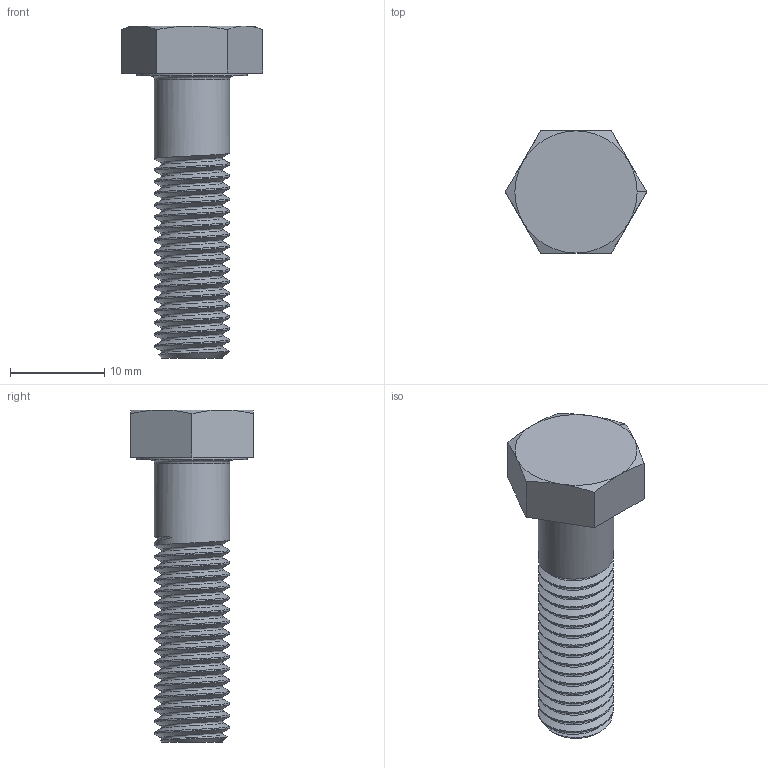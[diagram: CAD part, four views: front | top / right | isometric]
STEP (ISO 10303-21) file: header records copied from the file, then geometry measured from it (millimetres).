
FILE_DESCRIPTION(('FreeCAD Model'),'2;1');
FILE_NAME('Open CASCADE Shape Model','2023-08-26T21:04:14',( 'Roman Kuzmenko'),('OpenVMP'),'Open CASCADE STEP processor 7.6', 'FreeCAD','Unknown');
FILE_SCHEMA(('AP242_MANAGED_MODEL_BASED_3D_ENGINEERING_MIM_LF. {1 0 10303 442 1 1 4 }'));
Length unit declared in the file: millimetre
Products named in the file (1): M8x30-Screw
Bounding box: 15.01 x 13 x 35.3 mm (x, y, z)
Volume: 2070 mm3; surface area: 1531.9 mm2
Topology: 1 solids, 1 shells, 95 faces, 194 edges, 103 vertices
Faces by surface type: bspline 56, cylinder 18, plane 11, cone 9, revolution 1
Full cylindrical faces by diameter (mm): 8 x16, 11.7 x1
Entity records: 8060 total; most frequent: CARTESIAN_POINT 6557, ORIENTED_EDGE 388, EDGE_CURVE 194, DIRECTION 168, VERTEX_POINT 103, FACE_BOUND 97, EDGE_LOOP 97, B_SPLINE_CURVE_WITH_KNOTS 97
